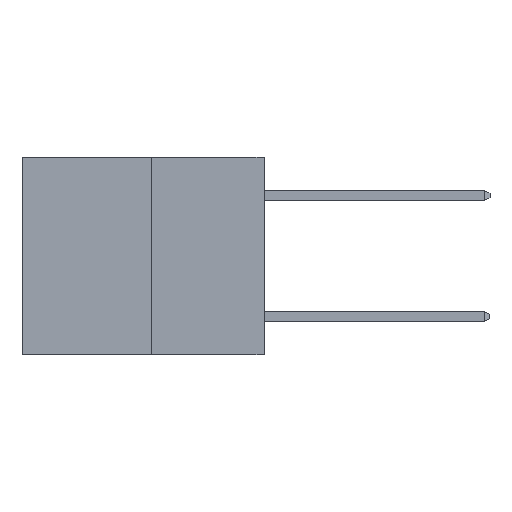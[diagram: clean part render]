
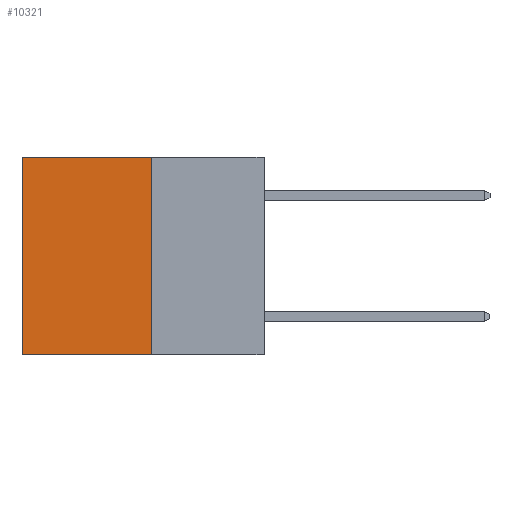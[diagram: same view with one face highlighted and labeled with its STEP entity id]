
A CAD part, left-side view. The second image highlights one B-rep face of the part: STEP entity #10321.
In plain terms, the highlighted planar face has unit normal (-1, 0, 0).
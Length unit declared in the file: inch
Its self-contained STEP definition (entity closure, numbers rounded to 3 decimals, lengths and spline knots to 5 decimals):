
#119 = CARTESIAN_POINT ( 'NONE',  ( 0.3165, 0.6, 0. ) ) ;
#164 = DIRECTION ( 'NONE',  ( 0., 1., 0. ) ) ;
#545 = CARTESIAN_POINT ( 'NONE',  ( 0.3165, 0.6, -0.49 ) ) ;
#1002 = VERTEX_POINT ( 'NONE', #9097 ) ;
#1193 = EDGE_CURVE ( 'NONE', #6739, #11246, #5564, .T. ) ;
#1355 = CARTESIAN_POINT ( 'NONE',  ( 0.3165, 0.28, 0. ) ) ;
#1885 = LINE ( 'NONE', #11268, #8958 ) ;
#2269 = PLANE ( 'NONE',  #12398 ) ;
#2303 = VECTOR ( 'NONE', #2735, 39.37008 ) ;
#2735 = DIRECTION ( 'NONE',  ( 0., 0., -1. ) ) ;
#3497 = CARTESIAN_POINT ( 'NONE',  ( 0.3165, 0.28, -0.49 ) ) ;
#3688 = ORIENTED_EDGE ( 'NONE', *, *, #11781, .F. ) ;
#3788 = CARTESIAN_POINT ( 'NONE',  ( 0.3165, 0.6, -0.49 ) ) ;
#4020 = EDGE_LOOP ( 'NONE', ( #13843, #3688, #11029, #8984 ) ) ;
#4529 = DIRECTION ( 'NONE',  ( 0., 0., -1. ) ) ;
#5375 = EDGE_CURVE ( 'NONE', #14144, #1002, #1885, .T. ) ;
#5564 = LINE ( 'NONE', #3788, #2303 ) ;
#5580 = EDGE_CURVE ( 'NONE', #14144, #6739, #13201, .T. ) ;
#5813 = FACE_OUTER_BOUND ( 'NONE', #4020, .T. ) ;
#6639 = LINE ( 'NONE', #11353, #7502 ) ;
#6739 = VERTEX_POINT ( 'NONE', #119 ) ;
#6880 = DIRECTION ( 'NONE',  ( 0., 0., -1. ) ) ;
#7502 = VECTOR ( 'NONE', #164, 39.37008 ) ;
#7962 = DIRECTION ( 'NONE',  ( 1., 0., 0. ) ) ;
#8088 = VECTOR ( 'NONE', #13127, 39.37008 ) ;
#8958 = VECTOR ( 'NONE', #6880, 39.37008 ) ;
#8984 = ORIENTED_EDGE ( 'NONE', *, *, #5580, .T. ) ;
#9097 = CARTESIAN_POINT ( 'NONE',  ( 0.3165, 0.28, -0.49 ) ) ;
#10321 = ADVANCED_FACE ( 'NONE', ( #5813 ), #2269, .F. ) ;
#11029 = ORIENTED_EDGE ( 'NONE', *, *, #5375, .F. ) ;
#11246 = VERTEX_POINT ( 'NONE', #545 ) ;
#11268 = CARTESIAN_POINT ( 'NONE',  ( 0.3165, 0.28, -0.49 ) ) ;
#11353 = CARTESIAN_POINT ( 'NONE',  ( 0.3165, 0.28, -0.49 ) ) ;
#11781 = EDGE_CURVE ( 'NONE', #1002, #11246, #6639, .T. ) ;
#12100 = CARTESIAN_POINT ( 'NONE',  ( 0.3165, 0.28, 0. ) ) ;
#12398 = AXIS2_PLACEMENT_3D ( 'NONE', #3497, #7962, #4529 ) ;
#13127 = DIRECTION ( 'NONE',  ( 0., 1., 0. ) ) ;
#13201 = LINE ( 'NONE', #12100, #8088 ) ;
#13843 = ORIENTED_EDGE ( 'NONE', *, *, #1193, .T. ) ;
#14144 = VERTEX_POINT ( 'NONE', #1355 ) ;
